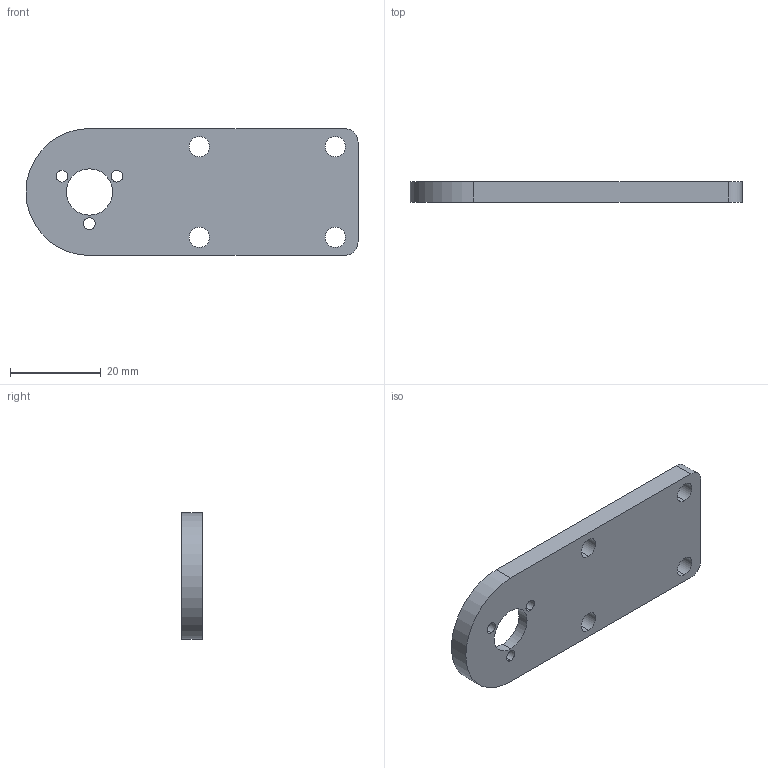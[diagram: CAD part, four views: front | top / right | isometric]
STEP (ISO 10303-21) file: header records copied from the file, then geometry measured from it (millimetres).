
FILE_DESCRIPTION (( 'STEP AP203' ), '1' );
FILE_NAME ('2018_water_pt12.STEP', '2017-10-10T14:50:30', ( '' ), ( '' ), 'SwSTEP 2.0', 'SolidWorks 2016', '' );
FILE_SCHEMA (( 'CONFIG_CONTROL_DESIGN' ));
Length unit declared in the file: millimetre
Products named in the file (1): 2018_water_pt12
Bounding box: 73.25 x 4.5 x 28 mm (x, y, z)
Volume: 7535.6 mm3; surface area: 4983.6 mm2
Topology: 1 solids, 1 shells, 27 faces, 72 edges, 48 vertices
Faces by surface type: cylinder 21, plane 6
Entity records: 977 total; most frequent: DIRECTION 170, CARTESIAN_POINT 148, ORIENTED_EDGE 144, EDGE_CURVE 72, AXIS2_PLACEMENT_3D 70, VERTEX_POINT 48, EDGE_LOOP 44, CIRCLE 42
